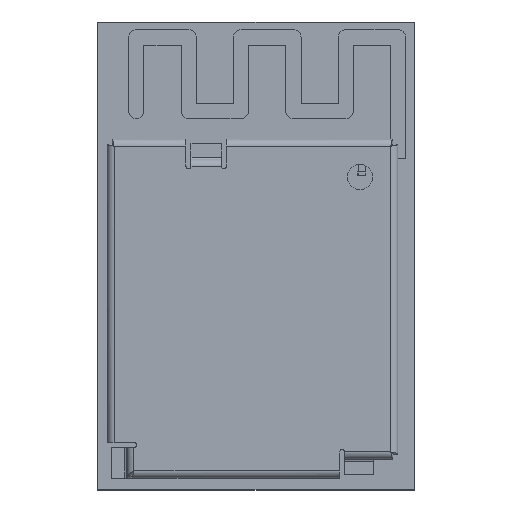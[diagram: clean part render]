
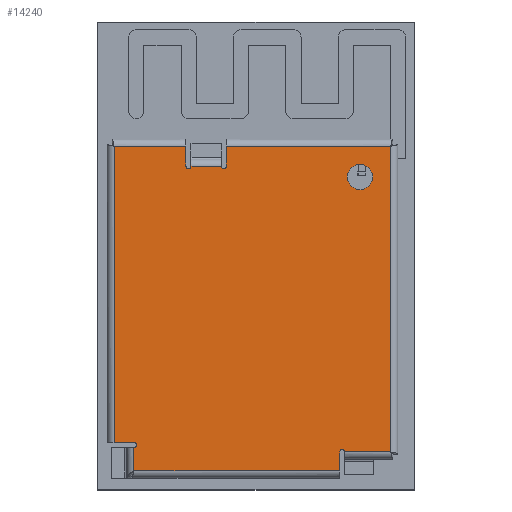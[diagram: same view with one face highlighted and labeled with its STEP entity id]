
A CAD part, top view. The second image highlights one B-rep face of the part: STEP entity #14240.
In plain terms, the highlighted planar face has unit normal (0, 0, 1).
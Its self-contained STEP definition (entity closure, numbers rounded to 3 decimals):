
#14201 = VERTEX_POINT('',#14202);
#14202 = CARTESIAN_POINT('',(6.42,5.47,0.2));
#14222 = VERTEX_POINT('',#14223);
#14223 = CARTESIAN_POINT('',(-5.3,5.47,0.2));
#14230 = EDGE_CURVE('',#14222,#14201,#14231,.T.);
#14231 = LINE('',#14232,#14233);
#14232 = CARTESIAN_POINT('',(-5.3,5.47,0.2));
#14233 = VECTOR('',#14234,1.);
#14234 = DIRECTION('',(1.,0.,0.));
#14240 = ADVANCED_FACE('',(#14241,#14366),#14386,.T.);
#14241 = FACE_BOUND('',#14242,.F.);
#14242 = EDGE_LOOP('',(#14243,#14253,#14261,#14269,#14278,#14286,#14294,
    #14302,#14311,#14317,#14318,#14326,#14334,#14343,#14351,#14360));
#14243 = ORIENTED_EDGE('',*,*,#14244,.T.);
#14244 = EDGE_CURVE('',#14245,#14247,#14249,.T.);
#14245 = VERTEX_POINT('',#14246);
#14246 = CARTESIAN_POINT('',(6.42,1.03,0.2));
#14247 = VERTEX_POINT('',#14248);
#14248 = CARTESIAN_POINT('',(6.42,-5.47,0.2));
#14249 = LINE('',#14250,#14251);
#14250 = CARTESIAN_POINT('',(6.42,1.03,0.2));
#14251 = VECTOR('',#14252,1.);
#14252 = DIRECTION('',(0.,-1.,0.));
#14253 = ORIENTED_EDGE('',*,*,#14254,.T.);
#14254 = EDGE_CURVE('',#14247,#14255,#14257,.T.);
#14255 = VERTEX_POINT('',#14256);
#14256 = CARTESIAN_POINT('',(-5.67,-5.47,0.2));
#14257 = LINE('',#14258,#14259);
#14258 = CARTESIAN_POINT('',(6.42,-5.47,0.2));
#14259 = VECTOR('',#14260,1.);
#14260 = DIRECTION('',(-1.,0.,0.));
#14261 = ORIENTED_EDGE('',*,*,#14262,.T.);
#14262 = EDGE_CURVE('',#14255,#14263,#14265,.T.);
#14263 = VERTEX_POINT('',#14264);
#14264 = CARTESIAN_POINT('',(-5.67,-3.65,0.2));
#14265 = LINE('',#14266,#14267);
#14266 = CARTESIAN_POINT('',(-5.67,-5.47,0.2));
#14267 = VECTOR('',#14268,1.);
#14268 = DIRECTION('',(0.,1.,0.));
#14269 = ORIENTED_EDGE('',*,*,#14270,.F.);
#14270 = EDGE_CURVE('',#14271,#14263,#14273,.T.);
#14271 = VERTEX_POINT('',#14272);
#14272 = CARTESIAN_POINT('',(-5.67,-3.45,0.2));
#14273 = CIRCLE('',#14274,0.1);
#14274 = AXIS2_PLACEMENT_3D('',#14275,#14276,#14277);
#14275 = CARTESIAN_POINT('',(-5.67,-3.55,0.2));
#14276 = DIRECTION('',(0.,0.,-1.));
#14277 = DIRECTION('',(0.,1.,0.));
#14278 = ORIENTED_EDGE('',*,*,#14279,.F.);
#14279 = EDGE_CURVE('',#14280,#14271,#14282,.T.);
#14280 = VERTEX_POINT('',#14281);
#14281 = CARTESIAN_POINT('',(-6.42,-3.45,0.2));
#14282 = LINE('',#14283,#14284);
#14283 = CARTESIAN_POINT('',(-6.42,-3.45,0.2));
#14284 = VECTOR('',#14285,1.);
#14285 = DIRECTION('',(1.,0.,0.));
#14286 = ORIENTED_EDGE('',*,*,#14287,.T.);
#14287 = EDGE_CURVE('',#14280,#14288,#14290,.T.);
#14288 = VERTEX_POINT('',#14289);
#14289 = CARTESIAN_POINT('',(-6.42,4.69,0.2));
#14290 = LINE('',#14291,#14292);
#14291 = CARTESIAN_POINT('',(-6.42,-3.45,0.2));
#14292 = VECTOR('',#14293,1.);
#14293 = DIRECTION('',(0.,1.,0.));
#14294 = ORIENTED_EDGE('',*,*,#14295,.T.);
#14295 = EDGE_CURVE('',#14288,#14296,#14298,.T.);
#14296 = VERTEX_POINT('',#14297);
#14297 = CARTESIAN_POINT('',(-5.5,4.69,0.2));
#14298 = LINE('',#14299,#14300);
#14299 = CARTESIAN_POINT('',(-6.42,4.69,0.2));
#14300 = VECTOR('',#14301,1.);
#14301 = DIRECTION('',(1.,0.,0.));
#14302 = ORIENTED_EDGE('',*,*,#14303,.F.);
#14303 = EDGE_CURVE('',#14304,#14296,#14306,.T.);
#14304 = VERTEX_POINT('',#14305);
#14305 = CARTESIAN_POINT('',(-5.3,4.69,0.2));
#14306 = CIRCLE('',#14307,0.1);
#14307 = AXIS2_PLACEMENT_3D('',#14308,#14309,#14310);
#14308 = CARTESIAN_POINT('',(-5.4,4.69,0.2));
#14309 = DIRECTION('',(0.,0.,-1.));
#14310 = DIRECTION('',(1.,0.,0.));
#14311 = ORIENTED_EDGE('',*,*,#14312,.F.);
#14312 = EDGE_CURVE('',#14222,#14304,#14313,.T.);
#14313 = LINE('',#14314,#14315);
#14314 = CARTESIAN_POINT('',(-5.3,5.47,0.2));
#14315 = VECTOR('',#14316,1.);
#14316 = DIRECTION('',(0.,-1.,0.));
#14317 = ORIENTED_EDGE('',*,*,#14230,.T.);
#14318 = ORIENTED_EDGE('',*,*,#14319,.T.);
#14319 = EDGE_CURVE('',#14201,#14320,#14322,.T.);
#14320 = VERTEX_POINT('',#14321);
#14321 = CARTESIAN_POINT('',(6.42,2.63,0.2));
#14322 = LINE('',#14323,#14324);
#14323 = CARTESIAN_POINT('',(6.42,5.47,0.2));
#14324 = VECTOR('',#14325,1.);
#14325 = DIRECTION('',(0.,-1.,0.));
#14326 = ORIENTED_EDGE('',*,*,#14327,.T.);
#14327 = EDGE_CURVE('',#14320,#14328,#14330,.T.);
#14328 = VERTEX_POINT('',#14329);
#14329 = CARTESIAN_POINT('',(5.63,2.63,0.2));
#14330 = LINE('',#14331,#14332);
#14331 = CARTESIAN_POINT('',(6.42,2.63,0.2));
#14332 = VECTOR('',#14333,1.);
#14333 = DIRECTION('',(-1.,0.,0.));
#14334 = ORIENTED_EDGE('',*,*,#14335,.T.);
#14335 = EDGE_CURVE('',#14328,#14336,#14338,.T.);
#14336 = VERTEX_POINT('',#14337);
#14337 = CARTESIAN_POINT('',(5.63,2.43,0.2));
#14338 = CIRCLE('',#14339,0.1);
#14339 = AXIS2_PLACEMENT_3D('',#14340,#14341,#14342);
#14340 = CARTESIAN_POINT('',(5.63,2.53,0.2));
#14341 = DIRECTION('',(0.,0.,1.));
#14342 = DIRECTION('',(0.,1.,0.));
#14343 = ORIENTED_EDGE('',*,*,#14344,.T.);
#14344 = EDGE_CURVE('',#14336,#14345,#14347,.T.);
#14345 = VERTEX_POINT('',#14346);
#14346 = CARTESIAN_POINT('',(5.63,1.23,0.2));
#14347 = LINE('',#14348,#14349);
#14348 = CARTESIAN_POINT('',(5.63,2.43,0.2));
#14349 = VECTOR('',#14350,1.);
#14350 = DIRECTION('',(0.,-1.,0.));
#14351 = ORIENTED_EDGE('',*,*,#14352,.F.);
#14352 = EDGE_CURVE('',#14353,#14345,#14355,.T.);
#14353 = VERTEX_POINT('',#14354);
#14354 = CARTESIAN_POINT('',(5.63,1.03,0.2));
#14355 = CIRCLE('',#14356,0.1);
#14356 = AXIS2_PLACEMENT_3D('',#14357,#14358,#14359);
#14357 = CARTESIAN_POINT('',(5.63,1.13,0.2));
#14358 = DIRECTION('',(0.,0.,-1.));
#14359 = DIRECTION('',(0.,-1.,0.));
#14360 = ORIENTED_EDGE('',*,*,#14361,.F.);
#14361 = EDGE_CURVE('',#14245,#14353,#14362,.T.);
#14362 = LINE('',#14363,#14364);
#14363 = CARTESIAN_POINT('',(6.42,1.03,0.2));
#14364 = VECTOR('',#14365,1.);
#14365 = DIRECTION('',(-1.,0.,0.));
#14366 = FACE_BOUND('',#14367,.F.);
#14367 = EDGE_LOOP('',(#14368,#14379));
#14368 = ORIENTED_EDGE('',*,*,#14369,.F.);
#14369 = EDGE_CURVE('',#14370,#14372,#14374,.T.);
#14370 = VERTEX_POINT('',#14371);
#14371 = CARTESIAN_POINT('',(5.2,-3.75,0.2));
#14372 = VERTEX_POINT('',#14373);
#14373 = CARTESIAN_POINT('',(5.2,-4.75,0.2));
#14374 = CIRCLE('',#14375,0.5);
#14375 = AXIS2_PLACEMENT_3D('',#14376,#14377,#14378);
#14376 = CARTESIAN_POINT('',(5.2,-4.25,0.2));
#14377 = DIRECTION('',(0.,0.,-1.));
#14378 = DIRECTION('',(0.,1.,0.));
#14379 = ORIENTED_EDGE('',*,*,#14380,.F.);
#14380 = EDGE_CURVE('',#14372,#14370,#14381,.T.);
#14381 = CIRCLE('',#14382,0.5);
#14382 = AXIS2_PLACEMENT_3D('',#14383,#14384,#14385);
#14383 = CARTESIAN_POINT('',(5.2,-4.25,0.2));
#14384 = DIRECTION('',(0.,0.,-1.));
#14385 = DIRECTION('',(0.,-1.,0.));
#14386 = PLANE('',#14387);
#14387 = AXIS2_PLACEMENT_3D('',#14388,#14389,#14390);
#14388 = CARTESIAN_POINT('',(0.,0.,0.2));
#14389 = DIRECTION('',(0.,0.,1.));
#14390 = DIRECTION('',(0.,-1.,0.));
